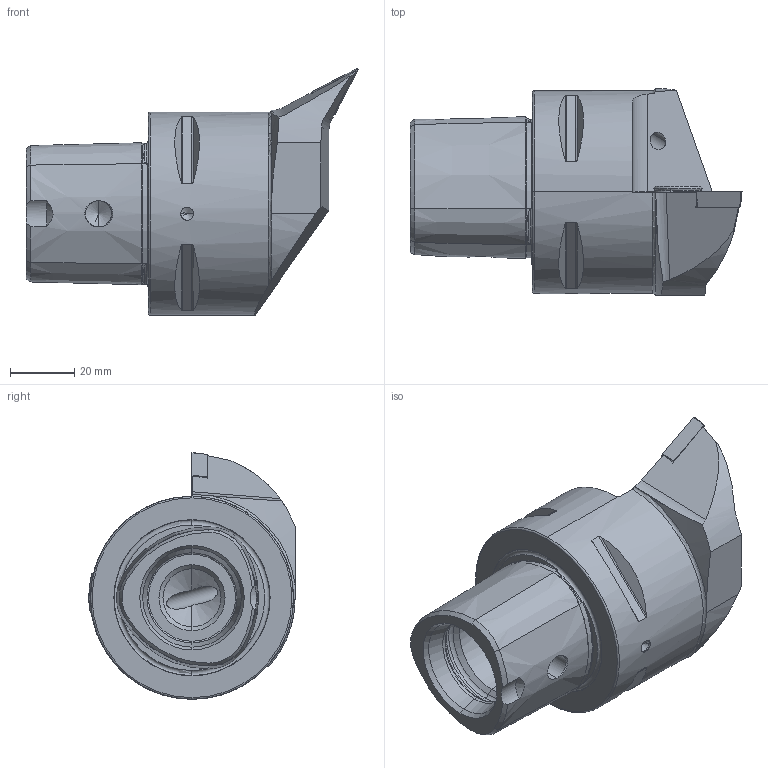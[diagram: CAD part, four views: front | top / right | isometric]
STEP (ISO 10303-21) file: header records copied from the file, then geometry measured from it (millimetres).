
FILE_DESCRIPTION (( 'STEP AP214' ), '1' );
FILE_NAME ('PS6.KVF.LPA.065-HP.STEP', '2020-09-11T12:54:37', ( '' ), ( '' ), 'SwSTEP 2.0', 'SolidWorks 2017', '' );
FILE_SCHEMA (( 'AUTOMOTIVE_DESIGN' ));
Length unit declared in the file: millimetre
Products named in the file (10): DIN 7991 - M5x15; DIN 3771 - 13x1; PS6.KVF.LPA.065-HP; WCB-ER2.001.009_A; ISO 8752 2x8; CHP-ER1.015.006_A; VBMT160404; CHP-ER1.015.006; CHP-ER1.008.014_A; PS6-KVF.LPA.065-HP_C
Assembly tree (9 placements, depth 3):
  PS6.KVF.LPA.065-HP
    PS6-KVF.LPA.065-HP_C
    CHP-ER1.008.014_A
    ISO 8752 2x8
    CHP-ER1.015.006
      CHP-ER1.015.006_A
      DIN 3771 - 13x1
      DIN 7991 - M5x15
    VBMT160404
    WCB-ER2.001.009_A
Bounding box: 103 x 64 x 76.5 mm (x, y, z)
Volume: 164544.1 mm3; surface area: 31108 mm2
Topology: 8 solids, 8 shells, 384 faces, 924 edges, 548 vertices
Faces by surface type: cone 120, cylinder 103, plane 94, torus 51, bspline 14, sphere 2
Entity records: 12756 total; most frequent: CARTESIAN_POINT 3653, DIRECTION 1811, ORIENTED_EDGE 1804, EDGE_CURVE 902, AXIS2_PLACEMENT_3D 734, VERTEX_POINT 548, EDGE_LOOP 412, ADVANCED_FACE 384
